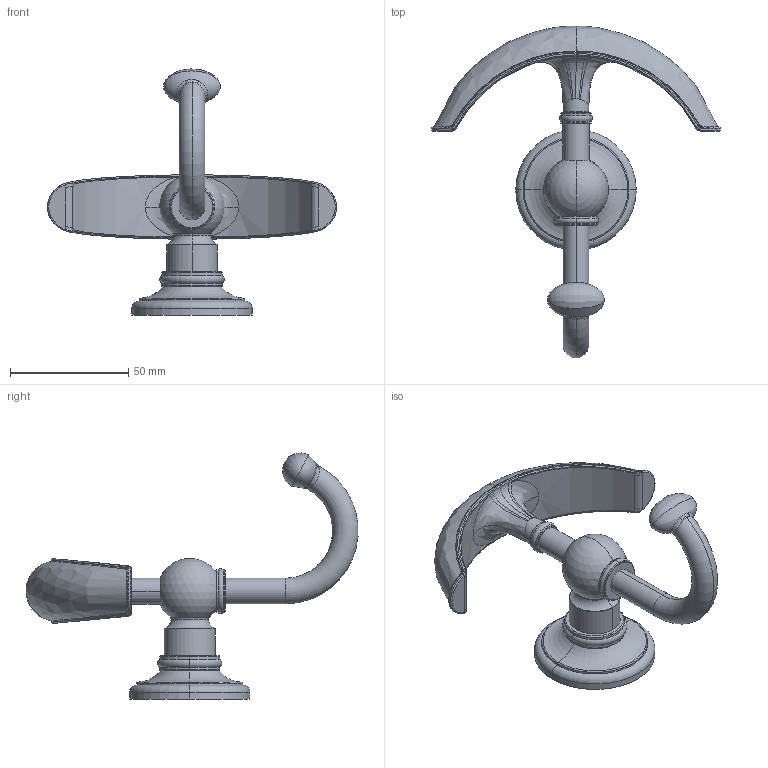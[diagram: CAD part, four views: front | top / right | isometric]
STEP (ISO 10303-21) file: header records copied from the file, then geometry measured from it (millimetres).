
FILE_DESCRIPTION((''),'2;1');
FILE_NAME('4511','2021-10-28T16:01:15',('jinson.thomas'),(''),'CREO PARAMETRIC BY PTC INC, 2018400','CREO PARAMETRIC BY PTC INC, 2018400','');
FILE_SCHEMA(('CONFIG_CONTROL_DESIGN'));
Length unit declared in the file: inch
Products named in the file (1): 4511
Bounding box: 121.89 x 140.1 x 103.85 mm (x, y, z)
Volume: 84128.6 mm3; surface area: 23240 mm2
Topology: 1 solids, 1 shells, 173 faces, 401 edges, 231 vertices
Faces by surface type: bspline 72, torus 42, cylinder 38, plane 11, extrusion 4, sphere 2, revolution 2, cone 2
Entity records: 10462 total; most frequent: CARTESIAN_POINT 7024, ORIENTED_EDGE 790, DIRECTION 590, EDGE_CURVE 395, AXIS2_PLACEMENT_3D 259, VERTEX_POINT 231, EDGE_LOOP 180, FACE_OUTER_BOUND 173
